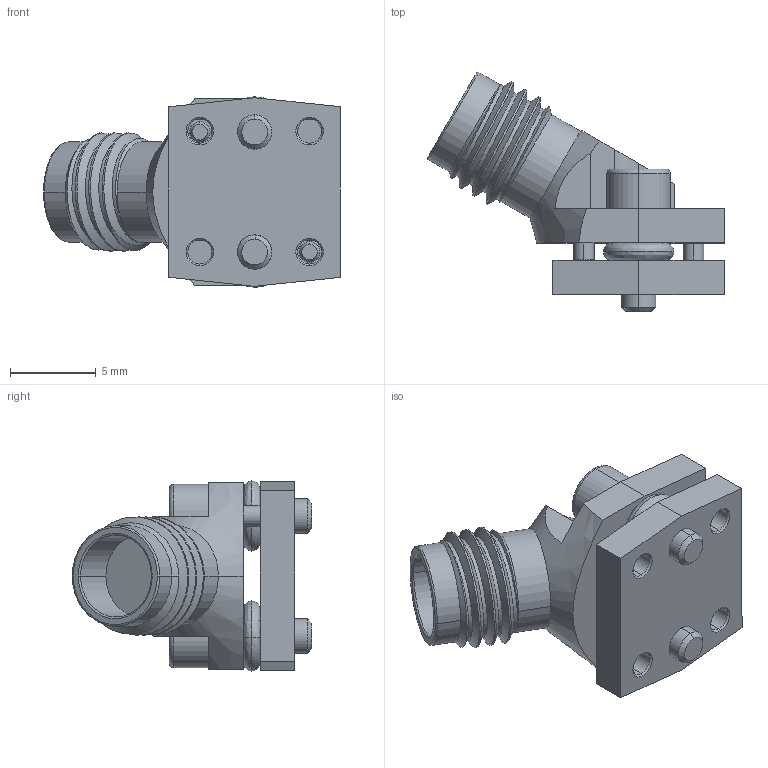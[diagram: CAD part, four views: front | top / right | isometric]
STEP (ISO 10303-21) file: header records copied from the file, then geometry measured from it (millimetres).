
FILE_DESCRIPTION (( 'STEP AP214' ), '1' );
FILE_NAME ('FMCN45946_3D.step', '2024-03-18T22:29:16', ( '' ), ( '' ), 'SwSTEP 2.0', 'SolidWorks 2022', '' );
FILE_SCHEMA (( 'AUTOMOTIVE_DESIGN' ));
Length unit declared in the file: inch
Products named in the file (6): M2X4PX6L_2^FMCN45946; 185-8445-NS01-1^FMCN45946; FMCN45946_3D; K8445-NS00-6^FMCN45946; K8445-NS00-6_2^FMCN45946; SMA3F00S-134-H-9^FMCN45946
Assembly tree (7 placements, depth 2):
  FMCN45946_3D
    185-8445-NS01-1^FMCN45946
    M2X4PX6L_2^FMCN45946  x2
    SMA3F00S-134-H-9^FMCN45946  x2
    K8445-NS00-6^FMCN45946
    K8445-NS00-6_2^FMCN45946
Bounding box: 17.31 x 13.96 x 11.1 mm (x, y, z)
Volume: 727.3 mm3; surface area: 1195.6 mm2
Topology: 6 solids, 8 shells, 190 faces, 449 edges, 276 vertices
Faces by surface type: cylinder 71, plane 59, cone 40, bspline 12, torus 8
Entity records: 5953 total; most frequent: CARTESIAN_POINT 2096, DIRECTION 753, ORIENTED_EDGE 750, EDGE_CURVE 379, AXIS2_PLACEMENT_3D 281, VERTEX_POINT 236, VECTOR 191, LINE 191
